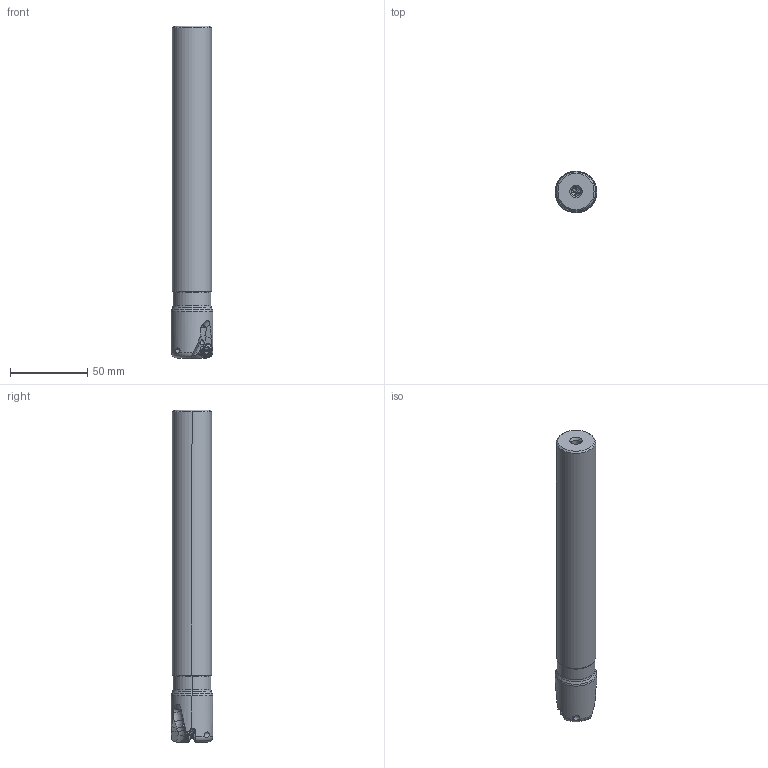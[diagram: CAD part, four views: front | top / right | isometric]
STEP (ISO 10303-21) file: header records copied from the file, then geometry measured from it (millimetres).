
FILE_DESCRIPTION(/* description */ (''),/* implementation_level */ '2;1');
FILE_NAME(/* name */ 'WWX200UR1802SA16L.stp',/* time_stamp */ '2022-11-25T16:42:54+09:00',/* author */ (''),/* organization */ (''),/* preprocessor_version */ 'ST-DEVELOPER v16',/* originating_system */ 'SIEMENS PLM Software NX 10.0',/* authorisation */ '');
FILE_SCHEMA (('AUTOMOTIVE_DESIGN { 1 0 10303 214 3 1 1 1 }'));
Length unit declared in the file: millimetre
Products named in the file (1): WWX200UR1802SA16L_ASM
Bounding box: 26.98 x 26.98 x 214.71 mm (x, y, z)
Volume: 101538.7 mm3; surface area: 22429.9 mm2
Topology: 3 solids, 3 shells, 260 faces, 746 edges, 476 vertices
Faces by surface type: cylinder 90, plane 60, sphere 32, bspline 32, cone 20, torus 14, extrusion 12
Entity records: 15669 total; most frequent: CARTESIAN_POINT 9223, ORIENTED_EDGE 1448, DIRECTION 1196, EDGE_CURVE 724, AXIS2_PLACEMENT_3D 508, VERTEX_POINT 471, B_SPLINE_CURVE_WITH_KNOTS 292, EDGE_LOOP 269
